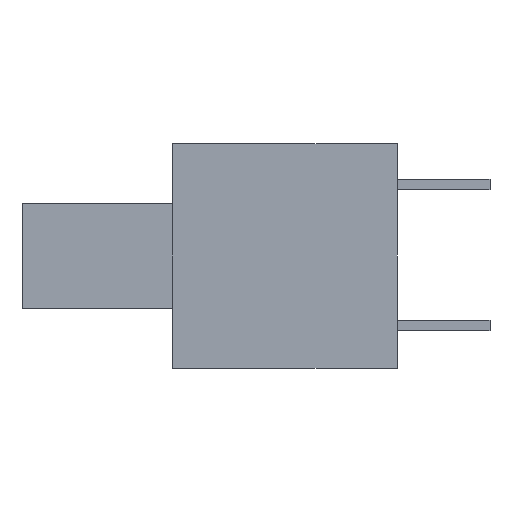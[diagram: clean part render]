
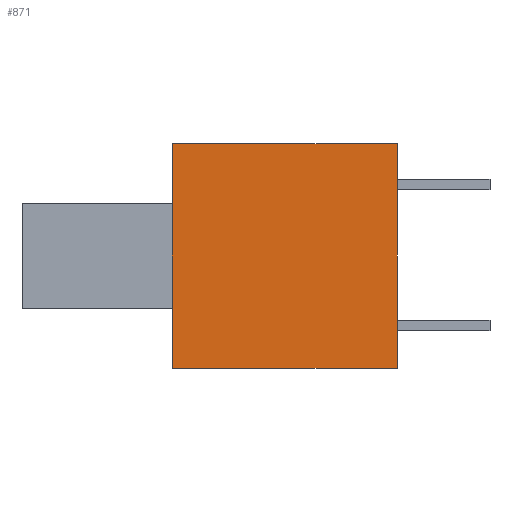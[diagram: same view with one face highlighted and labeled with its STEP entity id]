
A CAD part, left-side view. The second image highlights one B-rep face of the part: STEP entity #871.
In plain terms, the highlighted planar face has unit normal (-1, 0, 0).
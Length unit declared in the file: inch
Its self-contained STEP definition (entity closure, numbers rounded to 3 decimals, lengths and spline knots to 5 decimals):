
#91 = AXIS2_PLACEMENT_3D ( 'NONE', #121, #796, #1076 ) ;
#112 = EDGE_CURVE ( 'NONE', #866, #556, #632, .T. ) ;
#121 = CARTESIAN_POINT ( 'NONE',  ( 0., 0.335, 0. ) ) ;
#138 = CARTESIAN_POINT ( 'NONE',  ( 0., 0., -0.335 ) ) ;
#154 = ORIENTED_EDGE ( 'NONE', *, *, #629, .T. ) ;
#155 = ORIENTED_EDGE ( 'NONE', *, *, #492, .F. ) ;
#173 = DIRECTION ( 'NONE',  ( 0., -1., 0. ) ) ;
#184 = ORIENTED_EDGE ( 'NONE', *, *, #112, .F. ) ;
#259 = VECTOR ( 'NONE', #733, 39.37008 ) ;
#298 = PLANE ( 'NONE',  #91 ) ;
#354 = LINE ( 'NONE', #908, #259 ) ;
#362 = VECTOR ( 'NONE', #397, 39.37008 ) ;
#397 = DIRECTION ( 'NONE',  ( 0., -1., 0. ) ) ;
#433 = CARTESIAN_POINT ( 'NONE',  ( 0., 0.335, 0. ) ) ;
#492 = EDGE_CURVE ( 'NONE', #556, #747, #923, .T. ) ;
#556 = VERTEX_POINT ( 'NONE', #433 ) ;
#585 = CARTESIAN_POINT ( 'NONE',  ( 0., 0.335, -0.335 ) ) ;
#629 = EDGE_CURVE ( 'NONE', #1191, #747, #354, .T. ) ;
#632 = LINE ( 'NONE', #1067, #634 ) ;
#634 = VECTOR ( 'NONE', #812, 39.37008 ) ;
#657 = VECTOR ( 'NONE', #173, 39.37008 ) ;
#660 = EDGE_CURVE ( 'NONE', #866, #1191, #1055, .T. ) ;
#709 = FACE_OUTER_BOUND ( 'NONE', #834, .T. ) ;
#717 = CARTESIAN_POINT ( 'NONE',  ( 0., 0.335, 0. ) ) ;
#733 = DIRECTION ( 'NONE',  ( 0., 0., 1. ) ) ;
#747 = VERTEX_POINT ( 'NONE', #802 ) ;
#796 = DIRECTION ( 'NONE',  ( 1., 0., 0. ) ) ;
#802 = CARTESIAN_POINT ( 'NONE',  ( 0., 0., 0. ) ) ;
#812 = DIRECTION ( 'NONE',  ( 0., 0., 1. ) ) ;
#834 = EDGE_LOOP ( 'NONE', ( #154, #155, #184, #1079 ) ) ;
#866 = VERTEX_POINT ( 'NONE', #585 ) ;
#869 = CARTESIAN_POINT ( 'NONE',  ( 0., 0.335, -0.335 ) ) ;
#871 = ADVANCED_FACE ( 'NONE', ( #709 ), #298, .F. ) ;
#908 = CARTESIAN_POINT ( 'NONE',  ( 0., 0., 0. ) ) ;
#923 = LINE ( 'NONE', #717, #657 ) ;
#1055 = LINE ( 'NONE', #869, #362 ) ;
#1067 = CARTESIAN_POINT ( 'NONE',  ( 0., 0.335, 0. ) ) ;
#1076 = DIRECTION ( 'NONE',  ( 0., 0., -1. ) ) ;
#1079 = ORIENTED_EDGE ( 'NONE', *, *, #660, .T. ) ;
#1191 = VERTEX_POINT ( 'NONE', #138 ) ;
